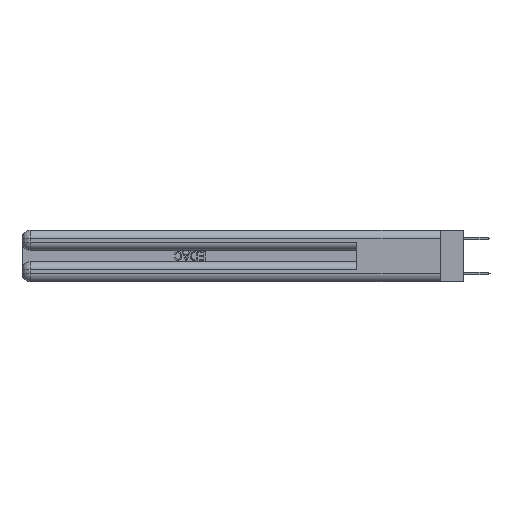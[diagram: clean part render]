
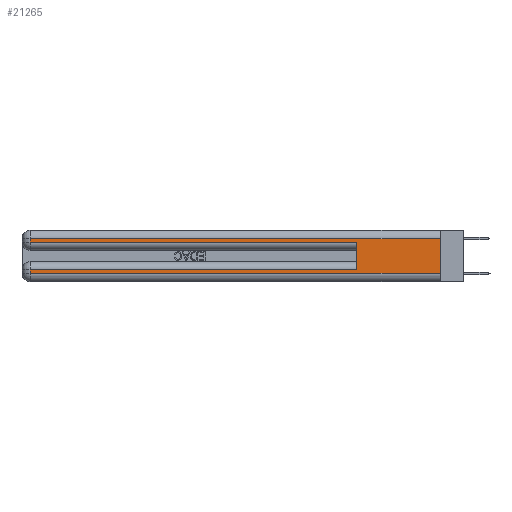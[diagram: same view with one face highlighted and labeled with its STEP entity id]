
A CAD part, left-side view. The second image highlights one B-rep face of the part: STEP entity #21265.
In plain terms, the highlighted planar face has unit normal (-1, 0, 0).
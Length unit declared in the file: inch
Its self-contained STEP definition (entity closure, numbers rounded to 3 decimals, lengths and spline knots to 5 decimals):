
#504 = CARTESIAN_POINT ( 'NONE',  ( 0., 2.94, 0.285 ) ) ;
#695 = DIRECTION ( 'NONE',  ( 0., 0., -1. ) ) ;
#1074 = CARTESIAN_POINT ( 'NONE',  ( 0., 0., 0.285 ) ) ;
#1353 = DIRECTION ( 'NONE',  ( 0., 0., 1. ) ) ;
#1871 = VERTEX_POINT ( 'NONE', #6408 ) ;
#1897 = VERTEX_POINT ( 'NONE', #15135 ) ;
#2098 = CARTESIAN_POINT ( 'NONE',  ( 0., 0., 0.06 ) ) ;
#2616 = DIRECTION ( 'NONE',  ( 1., 0., 0. ) ) ;
#3377 = LINE ( 'NONE', #23670, #13380 ) ;
#3551 = DIRECTION ( 'NONE',  ( 0., 0., -1. ) ) ;
#3608 = CARTESIAN_POINT ( 'NONE',  ( 0., 0., 0.31 ) ) ;
#3730 = DIRECTION ( 'NONE',  ( 0., -1., 0. ) ) ;
#3884 = VECTOR ( 'NONE', #3730, 39.37008 ) ;
#4178 = VERTEX_POINT ( 'NONE', #14657 ) ;
#4734 = EDGE_CURVE ( 'NONE', #4178, #1871, #35194, .T. ) ;
#5369 = VECTOR ( 'NONE', #5900, 39.37008 ) ;
#5900 = DIRECTION ( 'NONE',  ( 0., 1., 0. ) ) ;
#6408 = CARTESIAN_POINT ( 'NONE',  ( 0., 2.94, 0.06 ) ) ;
#6473 = LINE ( 'NONE', #3608, #5369 ) ;
#6713 = EDGE_CURVE ( 'NONE', #12960, #22779, #11469, .T. ) ;
#7925 = VERTEX_POINT ( 'NONE', #22108 ) ;
#7945 = PLANE ( 'NONE',  #9029 ) ;
#7985 = ORIENTED_EDGE ( 'NONE', *, *, #27246, .T. ) ;
#8736 = VECTOR ( 'NONE', #26785, 39.37008 ) ;
#9029 = AXIS2_PLACEMENT_3D ( 'NONE', #13638, #2616, #20086 ) ;
#9257 = CARTESIAN_POINT ( 'NONE',  ( 0., 2.94, 0.37 ) ) ;
#11469 = LINE ( 'NONE', #21637, #34811 ) ;
#12960 = VERTEX_POINT ( 'NONE', #16859 ) ;
#13380 = VECTOR ( 'NONE', #35209, 39.37008 ) ;
#13638 = CARTESIAN_POINT ( 'NONE',  ( 0., 0., 0.37 ) ) ;
#13746 = VECTOR ( 'NONE', #695, 39.37008 ) ;
#14657 = CARTESIAN_POINT ( 'NONE',  ( 0., 2.94, 0.085 ) ) ;
#14866 = LINE ( 'NONE', #15251, #8736 ) ;
#15135 = CARTESIAN_POINT ( 'NONE',  ( 0., 0., 0.31 ) ) ;
#15251 = CARTESIAN_POINT ( 'NONE',  ( 0., 2.94, 0.37 ) ) ;
#15981 = ORIENTED_EDGE ( 'NONE', *, *, #6713, .F. ) ;
#16495 = FACE_OUTER_BOUND ( 'NONE', #19484, .T. ) ;
#16859 = CARTESIAN_POINT ( 'NONE',  ( 0., 0.6, 0.085 ) ) ;
#18174 = LINE ( 'NONE', #1074, #3884 ) ;
#19086 = ORIENTED_EDGE ( 'NONE', *, *, #27397, .T. ) ;
#19484 = EDGE_LOOP ( 'NONE', ( #29273, #32533, #7985, #19086, #15981, #28176, #27976, #32070 ) ) ;
#20086 = DIRECTION ( 'NONE',  ( 0., 0., -1. ) ) ;
#20407 = EDGE_CURVE ( 'NONE', #1871, #22075, #32646, .T. ) ;
#20623 = LINE ( 'NONE', #26298, #24737 ) ;
#21265 = ADVANCED_FACE ( 'NONE', ( #16495 ), #7945, .F. ) ;
#21418 = VERTEX_POINT ( 'NONE', #504 ) ;
#21475 = EDGE_CURVE ( 'NONE', #1897, #22075, #20623, .T. ) ;
#21637 = CARTESIAN_POINT ( 'NONE',  ( 0., 0.6, 0.145 ) ) ;
#22075 = VERTEX_POINT ( 'NONE', #2098 ) ;
#22108 = CARTESIAN_POINT ( 'NONE',  ( 0., 2.94, 0.31 ) ) ;
#22779 = VERTEX_POINT ( 'NONE', #32181 ) ;
#23364 = CARTESIAN_POINT ( 'NONE',  ( 0., 0., 0.06 ) ) ;
#23670 = CARTESIAN_POINT ( 'NONE',  ( 0., 0., 0.085 ) ) ;
#24737 = VECTOR ( 'NONE', #3551, 39.37008 ) ;
#26298 = CARTESIAN_POINT ( 'NONE',  ( 0., 0., 0.37 ) ) ;
#26381 = DIRECTION ( 'NONE',  ( 0., -1., 0. ) ) ;
#26785 = DIRECTION ( 'NONE',  ( 0., 0., -1. ) ) ;
#27246 = EDGE_CURVE ( 'NONE', #7925, #21418, #14866, .T. ) ;
#27397 = EDGE_CURVE ( 'NONE', #21418, #22779, #18174, .T. ) ;
#27723 = VECTOR ( 'NONE', #26381, 39.37008 ) ;
#27976 = ORIENTED_EDGE ( 'NONE', *, *, #4734, .T. ) ;
#28176 = ORIENTED_EDGE ( 'NONE', *, *, #37126, .T. ) ;
#29273 = ORIENTED_EDGE ( 'NONE', *, *, #21475, .F. ) ;
#32070 = ORIENTED_EDGE ( 'NONE', *, *, #20407, .T. ) ;
#32181 = CARTESIAN_POINT ( 'NONE',  ( 0., 0.6, 0.285 ) ) ;
#32533 = ORIENTED_EDGE ( 'NONE', *, *, #32588, .T. ) ;
#32588 = EDGE_CURVE ( 'NONE', #1897, #7925, #6473, .T. ) ;
#32646 = LINE ( 'NONE', #23364, #27723 ) ;
#34811 = VECTOR ( 'NONE', #1353, 39.37008 ) ;
#35194 = LINE ( 'NONE', #9257, #13746 ) ;
#35209 = DIRECTION ( 'NONE',  ( 0., 1., 0. ) ) ;
#37126 = EDGE_CURVE ( 'NONE', #12960, #4178, #3377, .T. ) ;
